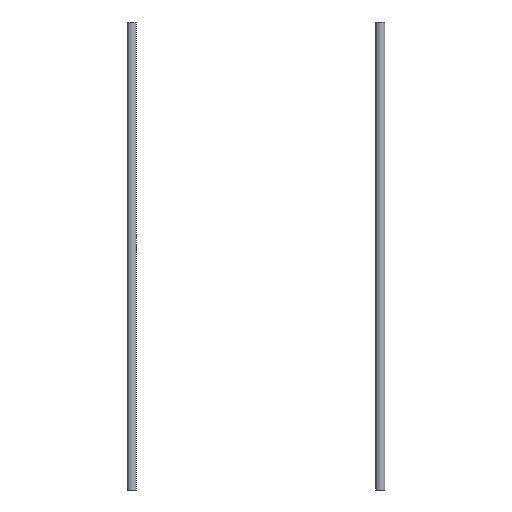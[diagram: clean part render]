
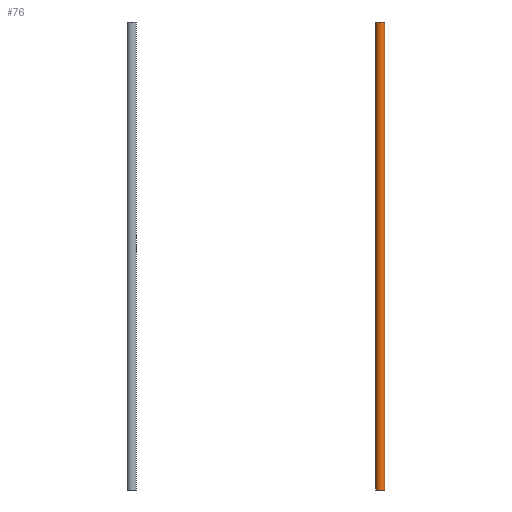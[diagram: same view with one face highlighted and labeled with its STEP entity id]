
A CAD part, front view. The second image highlights one B-rep face of the part: STEP entity #76.
In plain terms, the highlighted cylindrical face has radius 4 mm (diameter 8 mm), a full revolution.
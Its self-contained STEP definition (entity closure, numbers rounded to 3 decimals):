
#27=LINE('',#160,#29);
#29=VECTOR('',#131,4.);
#31=CYLINDRICAL_SURFACE('',#110,4.);
#34=FACE_OUTER_BOUND('',#40,.T.);
#40=EDGE_LOOP('',(#60,#61,#62,#63));
#45=CIRCLE('',#109,4.);
#46=CIRCLE('',#111,4.);
#49=VERTEX_POINT('',#156);
#50=VERTEX_POINT('',#159);
#53=EDGE_CURVE('',#49,#49,#45,.T.);
#54=EDGE_CURVE('',#49,#50,#27,.T.);
#55=EDGE_CURVE('',#50,#50,#46,.T.);
#60=ORIENTED_EDGE('',*,*,#53,.T.);
#61=ORIENTED_EDGE('',*,*,#54,.T.);
#62=ORIENTED_EDGE('',*,*,#55,.F.);
#63=ORIENTED_EDGE('',*,*,#54,.F.);
#76=ADVANCED_FACE('',(#34),#31,.T.);
#109=AXIS2_PLACEMENT_3D('',#157,#127,#128);
#110=AXIS2_PLACEMENT_3D('',#158,#129,#130);
#111=AXIS2_PLACEMENT_3D('',#161,#132,#133);
#127=DIRECTION('center_axis',(0.,0.,-1.));
#128=DIRECTION('ref_axis',(-1.,0.,0.));
#129=DIRECTION('center_axis',(0.,0.,1.));
#130=DIRECTION('ref_axis',(-1.,0.,0.));
#131=DIRECTION('',(0.,0.,-1.));
#132=DIRECTION('center_axis',(0.,0.,-1.));
#133=DIRECTION('ref_axis',(-1.,0.,0.));
#156=CARTESIAN_POINT('',(249.,5.,396.743));
#157=CARTESIAN_POINT('Origin',(245.,5.,396.743));
#158=CARTESIAN_POINT('Origin',(245.,5.,-17.));
#159=CARTESIAN_POINT('',(249.,5.,-17.));
#160=CARTESIAN_POINT('',(249.,5.,-17.));
#161=CARTESIAN_POINT('Origin',(245.,5.,-17.));
